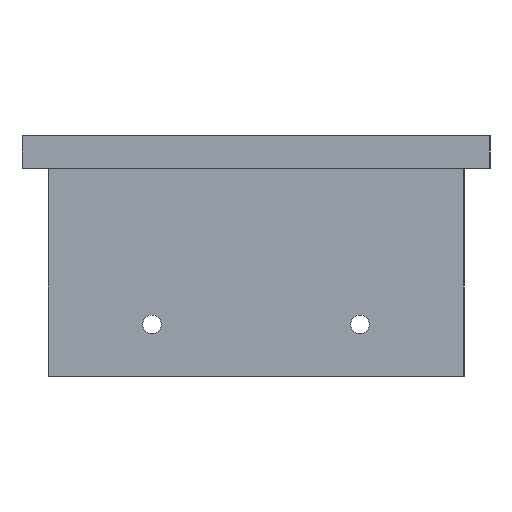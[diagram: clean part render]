
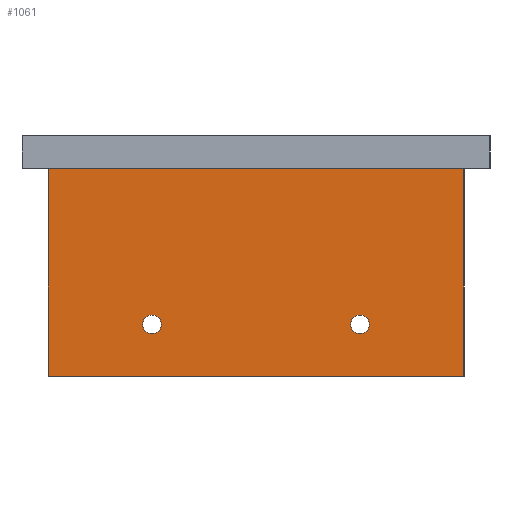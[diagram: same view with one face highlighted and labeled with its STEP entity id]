
A CAD part, left-side view. The second image highlights one B-rep face of the part: STEP entity #1061.
In plain terms, the highlighted planar face has unit normal (-1, 0, 0).
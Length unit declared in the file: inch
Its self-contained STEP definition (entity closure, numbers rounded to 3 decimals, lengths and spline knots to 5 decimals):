
#187 = VERTEX_POINT('',#188);
#188 = CARTESIAN_POINT('',(-88.9,-25.4,0.));
#194 = EDGE_CURVE('',#187,#195,#197,.T.);
#195 = VERTEX_POINT('',#196);
#196 = CARTESIAN_POINT('',(-88.9,25.4,0.));
#197 = LINE('',#198,#199);
#198 = CARTESIAN_POINT('',(-88.9,-25.4,0.));
#199 = VECTOR('',#200,1.);
#200 = DIRECTION('',(0.,1.,0.));
#997 = VERTEX_POINT('',#998);
#998 = CARTESIAN_POINT('',(-88.9,-25.4,-25.4));
#1004 = EDGE_CURVE('',#187,#997,#1005,.T.);
#1005 = LINE('',#1006,#1007);
#1006 = CARTESIAN_POINT('',(-88.9,-25.4,0.));
#1007 = VECTOR('',#1008,1.);
#1008 = DIRECTION('',(0.,0.,-1.));
#1061 = ADVANCED_FACE('',(#1062,#1080,#1091),#1102,.F.);
#1062 = FACE_BOUND('',#1063,.F.);
#1063 = EDGE_LOOP('',(#1064,#1065,#1073,#1079));
#1064 = ORIENTED_EDGE('',*,*,#1004,.T.);
#1065 = ORIENTED_EDGE('',*,*,#1066,.T.);
#1066 = EDGE_CURVE('',#997,#1067,#1069,.T.);
#1067 = VERTEX_POINT('',#1068);
#1068 = CARTESIAN_POINT('',(-88.9,25.4,-25.4));
#1069 = LINE('',#1070,#1071);
#1070 = CARTESIAN_POINT('',(-88.9,-25.4,-25.4));
#1071 = VECTOR('',#1072,1.);
#1072 = DIRECTION('',(0.,1.,0.));
#1073 = ORIENTED_EDGE('',*,*,#1074,.F.);
#1074 = EDGE_CURVE('',#195,#1067,#1075,.T.);
#1075 = LINE('',#1076,#1077);
#1076 = CARTESIAN_POINT('',(-88.9,25.4,0.));
#1077 = VECTOR('',#1078,1.);
#1078 = DIRECTION('',(0.,0.,-1.));
#1079 = ORIENTED_EDGE('',*,*,#194,.F.);
#1080 = FACE_BOUND('',#1081,.F.);
#1081 = EDGE_LOOP('',(#1082));
#1082 = ORIENTED_EDGE('',*,*,#1083,.T.);
#1083 = EDGE_CURVE('',#1084,#1084,#1086,.T.);
#1084 = VERTEX_POINT('',#1085);
#1085 = CARTESIAN_POINT('',(-88.9,-12.7,-17.907));
#1086 = CIRCLE('',#1087,1.143);
#1087 = AXIS2_PLACEMENT_3D('',#1088,#1089,#1090);
#1088 = CARTESIAN_POINT('',(-88.9,-12.7,-19.05));
#1089 = DIRECTION('',(-1.,0.,0.));
#1090 = DIRECTION('',(0.,0.,1.));
#1091 = FACE_BOUND('',#1092,.F.);
#1092 = EDGE_LOOP('',(#1093));
#1093 = ORIENTED_EDGE('',*,*,#1094,.T.);
#1094 = EDGE_CURVE('',#1095,#1095,#1097,.T.);
#1095 = VERTEX_POINT('',#1096);
#1096 = CARTESIAN_POINT('',(-88.9,12.7,-17.907));
#1097 = CIRCLE('',#1098,1.143);
#1098 = AXIS2_PLACEMENT_3D('',#1099,#1100,#1101);
#1099 = CARTESIAN_POINT('',(-88.9,12.7,-19.05));
#1100 = DIRECTION('',(-1.,0.,0.));
#1101 = DIRECTION('',(0.,0.,1.));
#1102 = PLANE('',#1103);
#1103 = AXIS2_PLACEMENT_3D('',#1104,#1105,#1106);
#1104 = CARTESIAN_POINT('',(-88.9,-25.4,0.));
#1105 = DIRECTION('',(1.,0.,0.));
#1106 = DIRECTION('',(0.,1.,0.));
